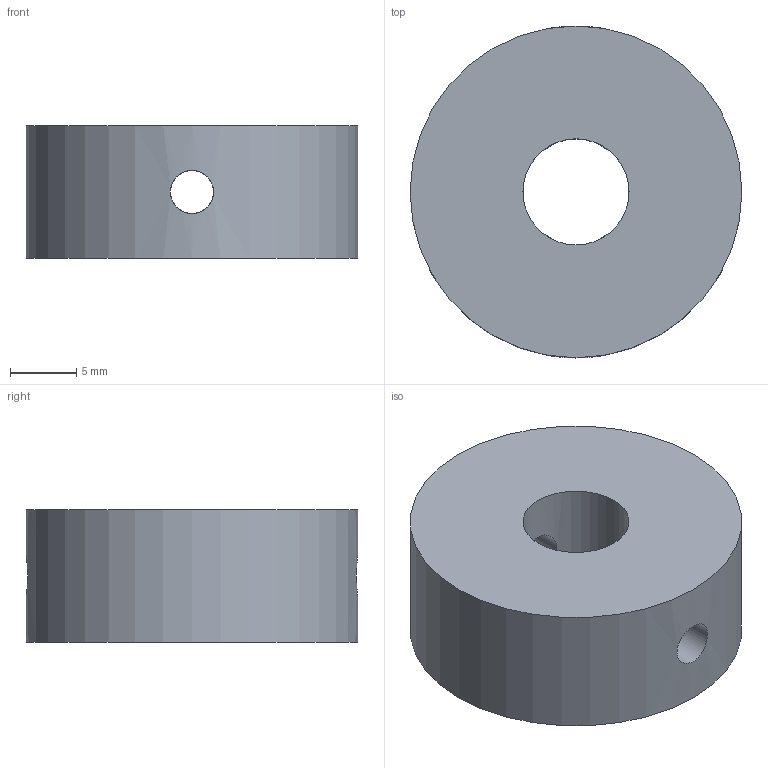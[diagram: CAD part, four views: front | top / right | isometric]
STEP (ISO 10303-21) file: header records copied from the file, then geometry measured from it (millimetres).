
FILE_DESCRIPTION(/* description */ (''),/* implementation_level */ '2;1');
FILE_NAME(/* name */ 'Shaft Collars.step',/* time_stamp */ '2025-08-08T09:14:50+10:00',/* author */ (''),/* organization */ (''),/* preprocessor_version */ 'ST-DEVELOPER v20.1',/* originating_system */ 'Autodesk Translation Framework v14.10.0.0',/* authorisation */ '');
FILE_SCHEMA (('AUTOMOTIVE_DESIGN { 1 0 10303 214 3 1 1 }'));
Length unit declared in the file: millimetre
Products named in the file (1): Shaft Collars
Bounding box: 25 x 25 x 10 mm (x, y, z)
Volume: 4170.9 mm3; surface area: 2145.4 mm2
Topology: 1 solids, 1 shells, 14 faces, 38 edges, 27 vertices
Faces by surface type: plane 9, cylinder 5
Full cylindrical faces by diameter (mm): 3.25 x3, 8 x1, 25 x1
Entity records: 624 total; most frequent: CARTESIAN_POINT 218, ORIENTED_EDGE 76, DIRECTION 65, EDGE_CURVE 38, VERTEX_POINT 27, EDGE_LOOP 23, LINE 23, VECTOR 23
